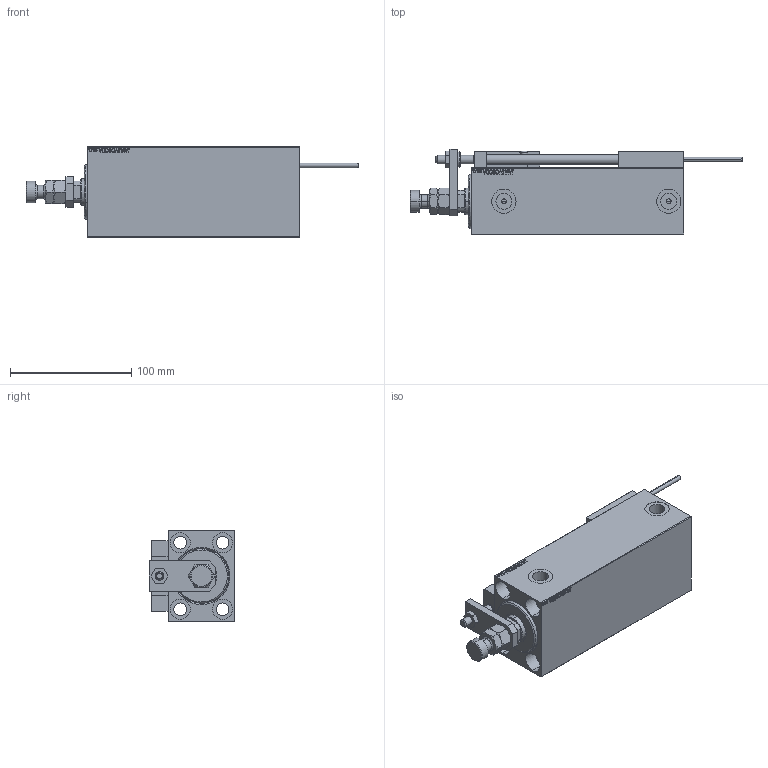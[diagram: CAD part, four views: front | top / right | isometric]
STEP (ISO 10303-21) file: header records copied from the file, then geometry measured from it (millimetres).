
FILE_DESCRIPTION (( 'STEP AP203' ), '1' );
FILE_NAME ('f264.STEP', '2021-11-01T15:48:18', ( '' ), ( '' ), 'SwSTEP 2.0', 'SolidWorks 2019', '' );
FILE_SCHEMA (( 'CONFIG_CONTROL_DESIGN' ));
Length unit declared in the file: millimetre
Products named in the file (16): ZARAZKA d64de7881f0e0846a02d3350998ac457; ALLEN BOLT D5 d64de7881f0e0846a02d3350998ac457; V450CM_C d64de7881f0e0846a02d3350998ac457; SWITCH_X_FRONT_BACK d64de7881f0e0846a02d3350998ac457; SWITCH X d64de7881f0e0846a02d3350998ac457; SWITCH DIM B,W d64de7881f0e0846a02d3350998ac457; f264; TYC_L79 d64de7881f0e0846a02d3350998ac457; V450CM_C_VCP d64de7881f0e0846a02d3350998ac457; KONCOVKA d64de7881f0e0846a02d3350998ac457; ALLEN BOLT D8 d64de7881f0e0846a02d3350998ac457; NUT_D12 d64de7881f0e0846a02d3350998ac457; V450CM_VC_B d64de7881f0e0846a02d3350998ac457; X_Y_MFA d64de7881f0e0846a02d3350998ac457; MAGNET d64de7881f0e0846a02d3350998ac457; Block d64de7881f0e0846a02d3350998ac457
Assembly tree (25 placements, depth 3):
  f264
    V450CM_C d64de7881f0e0846a02d3350998ac457
    SWITCH X d64de7881f0e0846a02d3350998ac457
      SWITCH_X_FRONT_BACK d64de7881f0e0846a02d3350998ac457  x2
      TYC_L79 d64de7881f0e0846a02d3350998ac457
      Block d64de7881f0e0846a02d3350998ac457  x2
      ALLEN BOLT D5 d64de7881f0e0846a02d3350998ac457  x4
      ALLEN BOLT D8 d64de7881f0e0846a02d3350998ac457  x4
      MAGNET d64de7881f0e0846a02d3350998ac457  x2
      KONCOVKA d64de7881f0e0846a02d3350998ac457  x2
    NUT_D12 d64de7881f0e0846a02d3350998ac457
    SWITCH DIM B,W d64de7881f0e0846a02d3350998ac457
    ZARAZKA d64de7881f0e0846a02d3350998ac457
    V450CM_C_VCP d64de7881f0e0846a02d3350998ac457
    V450CM_VC_B d64de7881f0e0846a02d3350998ac457
    X_Y_MFA d64de7881f0e0846a02d3350998ac457
Bounding box: 274 x 70.5 x 75 mm (x, y, z)
Volume: 657854.6 mm3; surface area: 148905.3 mm2
Topology: 24 solids, 24 shells, 1351 faces, 3220 edges, 2049 vertices
Faces by surface type: plane 581, bspline 380, cylinder 204, cone 134, torus 48, sphere 4
Entity records: 52578 total; most frequent: CARTESIAN_POINT 26760, ORIENTED_EDGE 5460, DIRECTION 3752, EDGE_CURVE 2730, VERTEX_POINT 1773, LINE 1522, VECTOR 1522, EDGE_LOOP 1269
